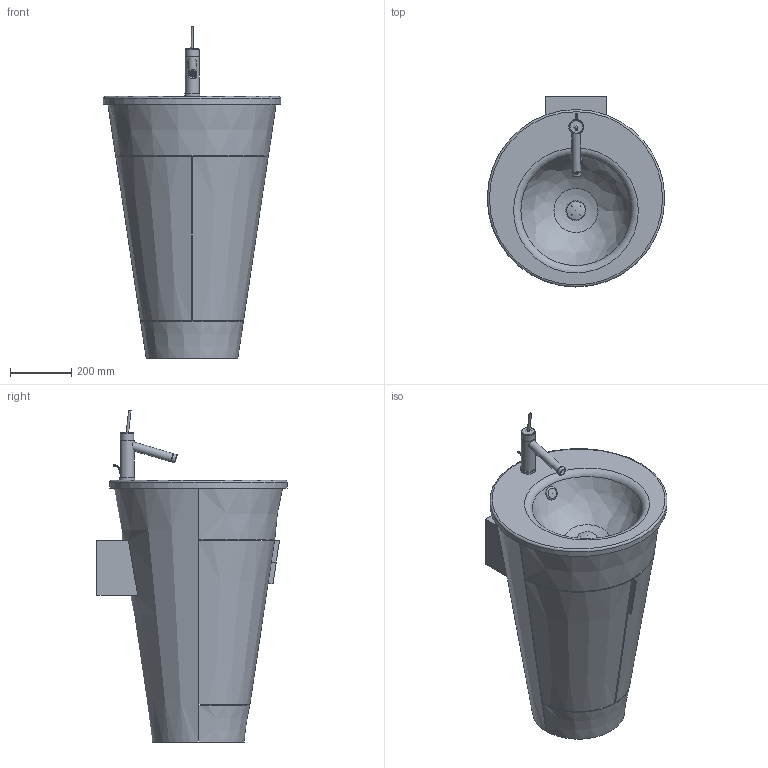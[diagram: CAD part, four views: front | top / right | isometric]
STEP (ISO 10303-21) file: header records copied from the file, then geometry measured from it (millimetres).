
FILE_DESCRIPTION((''),'2;1');
FILE_NAME('040658.stp','2010-02-02T08:32:02',('Andreas'),(''),'Autodesk Inventor 2009','Autodesk Inventor 2009','');
FILE_SCHEMA(('AUTOMOTIVE_DESIGN { 1 0 10303 214 1 1 1 1 }'));
Length unit declared in the file: millimetre
Products named in the file (13): 040658; Verschluss_Ueberlauf1; Tonne; Stopfen; Kelch; Bat_kurz_lang_starck1; hebel1; Griff_2Starck1; Halbkugel; Hebel2lang; Neoperl; Halter2starck1; 040658_1
Assembly tree (12 placements, depth 3):
  040658
    Verschluss_Ueberlauf1
    Tonne
    Stopfen
    Kelch
    Bat_kurz_lang_starck1
      hebel1
      Griff_2Starck1
      Halbkugel
      Hebel2lang
      Neoperl
      Halter2starck1
    040658_1
Bounding box: 580 x 621.4 x 1085.05 mm (x, y, z)
Volume: 37695757.1 mm3; surface area: 3747023.4 mm2
Topology: 22 solids, 22 shells, 290 faces, 630 edges, 409 vertices
Faces by surface type: plane 119, cylinder 114, cone 25, torus 18, bspline 11, sphere 3
Full cylindrical faces by diameter (mm): 1.375 x8, 1.525 x20, 1.605 x14, 2 x18, 3.5 x4, 5 x7, 8 x1, 12 x2, 15 x4, 20 x2, 25 x1, 28 x2, 34 x1, 35 x1, 42 x1, 44 x1, 45 x1, 46 x1, 50 x1, 52 x1, 60 x1, 149 x1, 580 x1
Entity records: 9842 total; most frequent: CARTESIAN_POINT 3203, DIRECTION 1344, ORIENTED_EDGE 964, AXIS2_PLACEMENT_3D 597, EDGE_LOOP 559, EDGE_CURVE 482, VERTEX_POINT 389, CIRCLE 293
